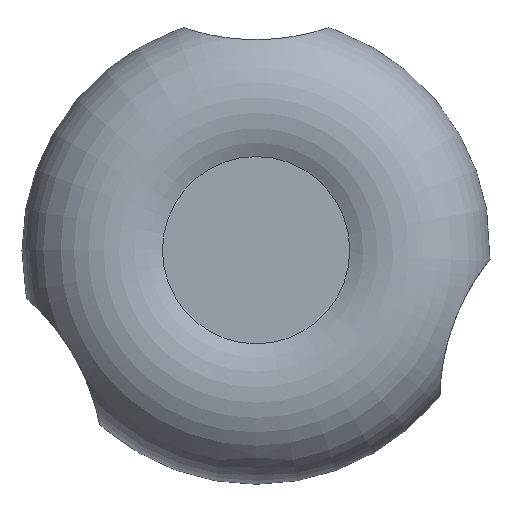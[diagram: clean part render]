
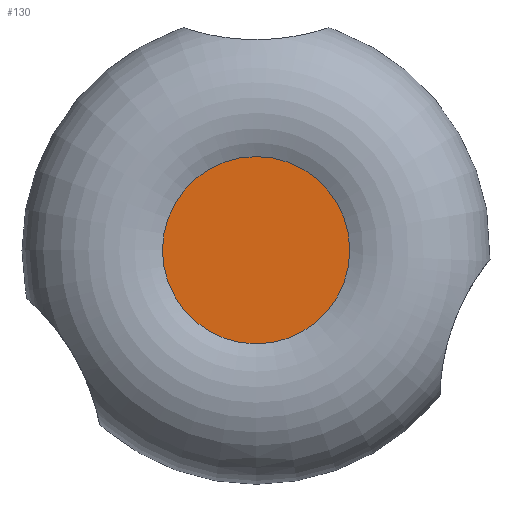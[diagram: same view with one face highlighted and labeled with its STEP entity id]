
A CAD part, top view. The second image highlights one B-rep face of the part: STEP entity #130.
In plain terms, the highlighted planar face has unit normal (0, 0, 1).
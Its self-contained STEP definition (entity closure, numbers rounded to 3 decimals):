
#130 = ADVANCED_FACE( '', ( #275 ), #276, .F. );
#275 = FACE_OUTER_BOUND( '', #425, .T. );
#276 = PLANE( '', #426 );
#425 = EDGE_LOOP( '', ( #713 ) );
#426 = AXIS2_PLACEMENT_3D( '', #714, #715, #716 );
#713 = ORIENTED_EDGE( '', *, *, #891, .T. );
#714 = CARTESIAN_POINT( '', ( 0., 10., 31.66 ) );
#715 = DIRECTION( '', ( 0., 0., -1. ) );
#716 = DIRECTION( '', ( 0., 1., 0. ) );
#891 = EDGE_CURVE( '', #1076, #1076, #1077, .T. );
#1076 = VERTEX_POINT( '', #1866 );
#1077 = CIRCLE( '', #1867, 10. );
#1866 = CARTESIAN_POINT( '', ( 0., -10., 31.66 ) );
#1867 = AXIS2_PLACEMENT_3D( '', #2045, #2046, #2047 );
#2045 = CARTESIAN_POINT( '', ( 0., 0., 31.66 ) );
#2046 = DIRECTION( '', ( 0., 0., 1. ) );
#2047 = DIRECTION( '', ( 0., -1., 0. ) );
